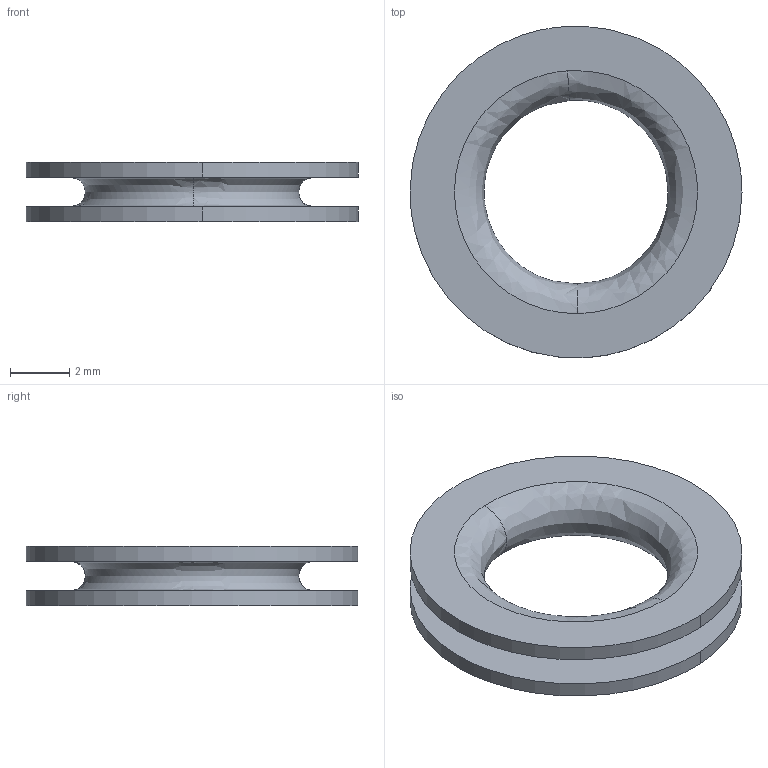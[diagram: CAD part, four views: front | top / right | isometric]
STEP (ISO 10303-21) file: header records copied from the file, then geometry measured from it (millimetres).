
FILE_DESCRIPTION((''),'2;1');
FILE_NAME('','2005-07-15T13:06:39',(''),(''),'','CADfix','');
FILE_SCHEMA(('AUTOMOTIVE_DESIGN'));
Length unit declared in the file: millimetre
Products named in the file (1): grommet
Bounding box: 11.2 x 11.18 x 2 mm (x, y, z)
Volume: 72.5 mm3; surface area: 323.9 mm2
Topology: 1 solids, 1 shells, 12 faces, 40 edges, 32 vertices
Faces by surface type: bspline 12
Entity records: 599 total; most frequent: CARTESIAN_POINT 373, ORIENTED_EDGE 80, EDGE_CURVE 40, VERTEX_POINT 32, EDGE_LOOP 16, FACE_OUTER_BOUND 12, ADVANCED_FACE 12, QUASI_UNIFORM_CURVE 4
